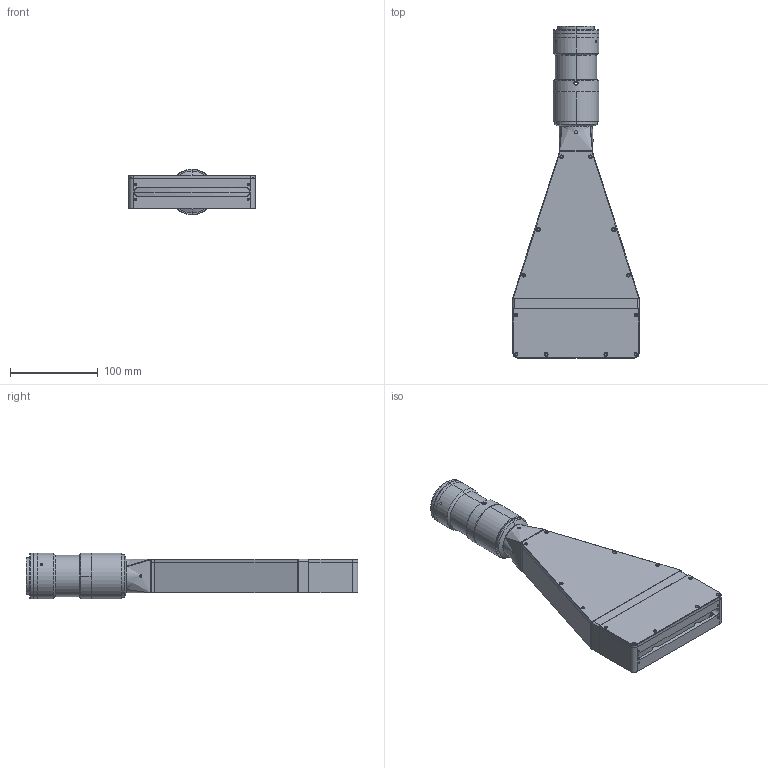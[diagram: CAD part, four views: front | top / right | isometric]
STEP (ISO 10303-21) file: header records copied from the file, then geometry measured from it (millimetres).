
FILE_DESCRIPTION (( 'STEP AP214' ), '1' );
FILE_NAME ('DW71529.STEP', '2014-05-21T08:39:46', ( 'piermario' ), ( '' ), 'SwSTEP 2.0', 'SolidWorks 2013', '' );
FILE_SCHEMA (( 'AUTOMOTIVE_DESIGN' ));
Length unit declared in the file: millimetre
Products named in the file (1): DW71529
Bounding box: 144 x 377.72 x 52 mm (x, y, z)
Surface area: 122350.5 mm2 (no closed solid volume)
Topology: 0 solids, 27 shells, 267 faces, 878 edges, 635 vertices
Faces by surface type: plane 121, cylinder 104, cone 26, bspline 10, torus 4, sphere 2
Entity records: 16222 total; most frequent: CARTESIAN_POINT 5587, DIRECTION 1646, ORIENTED_EDGE 1350, EDGE_CURVE 878, VERTEX_POINT 635, AXIS2_PLACEMENT_3D 570, VECTOR 506, LINE 506
